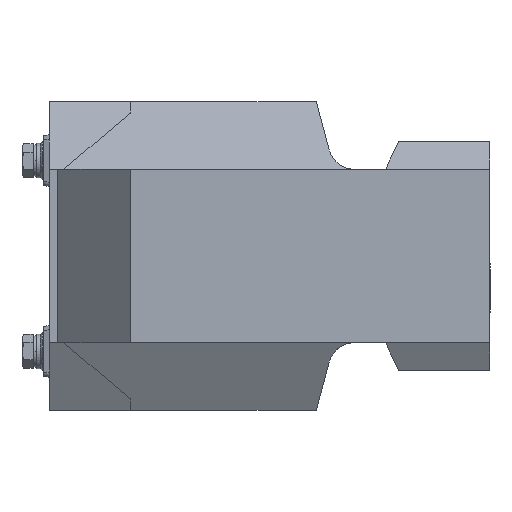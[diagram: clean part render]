
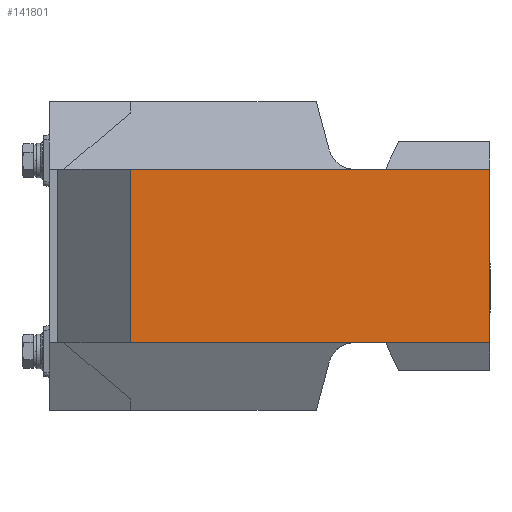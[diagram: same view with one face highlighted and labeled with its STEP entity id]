
A CAD part, left-side view. The second image highlights one B-rep face of the part: STEP entity #141801.
In plain terms, the highlighted planar face has unit normal (-1, 0, 0).
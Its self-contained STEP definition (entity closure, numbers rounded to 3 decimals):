
#5644 = CARTESIAN_POINT ( 'NONE',  ( -162.5, 0., -50. ) ) ;
#6384 = EDGE_CURVE ( 'NONE', #121785, #11973, #181024, .T. ) ;
#7838 = CARTESIAN_POINT ( 'NONE',  ( -162.5, 0., -50. ) ) ;
#10126 = PLANE ( 'NONE',  #39524 ) ;
#11973 = VERTEX_POINT ( 'NONE', #104334 ) ;
#27461 = DIRECTION ( 'NONE',  ( 0., -1., 0. ) ) ;
#27984 = LINE ( 'NONE', #217982, #75481 ) ;
#28176 = DIRECTION ( 'NONE',  ( 0., 0., 1. ) ) ;
#32610 = EDGE_CURVE ( 'NONE', #11973, #138119, #42059, .T. ) ;
#38753 = VERTEX_POINT ( 'NONE', #125440 ) ;
#39524 = AXIS2_PLACEMENT_3D ( 'NONE', #7838, #135291, #28176 ) ;
#42059 = LINE ( 'NONE', #63871, #83914 ) ;
#47346 = EDGE_CURVE ( 'NONE', #121785, #38753, #27984, .T. ) ;
#47816 = ORIENTED_EDGE ( 'NONE', *, *, #47346, .F. ) ;
#63871 = CARTESIAN_POINT ( 'NONE',  ( -162.5, 0., -50. ) ) ;
#75481 = VECTOR ( 'NONE', #217208, 1000. ) ;
#77327 = EDGE_CURVE ( 'NONE', #38753, #138119, #119421, .T. ) ;
#83914 = VECTOR ( 'NONE', #225029, 1000. ) ;
#84026 = EDGE_LOOP ( 'NONE', ( #196100, #173598, #47816, #205057 ) ) ;
#94878 = DIRECTION ( 'NONE',  ( 0., -1., 0. ) ) ;
#95039 = FACE_OUTER_BOUND ( 'NONE', #84026, .T. ) ;
#104334 = CARTESIAN_POINT ( 'NONE',  ( -162.5, 0., -50. ) ) ;
#119421 = LINE ( 'NONE', #152536, #214639 ) ;
#121785 = VERTEX_POINT ( 'NONE', #150538 ) ;
#125440 = CARTESIAN_POINT ( 'NONE',  ( -162.5, 207., 50. ) ) ;
#135291 = DIRECTION ( 'NONE',  ( -1., 0., 0. ) ) ;
#138119 = VERTEX_POINT ( 'NONE', #186061 ) ;
#141801 = ADVANCED_FACE ( 'NONE', ( #95039 ), #10126, .T. ) ;
#150538 = CARTESIAN_POINT ( 'NONE',  ( -162.5, 207., -50. ) ) ;
#152536 = CARTESIAN_POINT ( 'NONE',  ( -162.5, 0., 50. ) ) ;
#173598 = ORIENTED_EDGE ( 'NONE', *, *, #77327, .F. ) ;
#181024 = LINE ( 'NONE', #5644, #222958 ) ;
#186061 = CARTESIAN_POINT ( 'NONE',  ( -162.5, 0., 50. ) ) ;
#196100 = ORIENTED_EDGE ( 'NONE', *, *, #32610, .T. ) ;
#205057 = ORIENTED_EDGE ( 'NONE', *, *, #6384, .T. ) ;
#214639 = VECTOR ( 'NONE', #27461, 1000. ) ;
#217208 = DIRECTION ( 'NONE',  ( 0., 0., 1. ) ) ;
#217982 = CARTESIAN_POINT ( 'NONE',  ( -162.5, 207., -50. ) ) ;
#222958 = VECTOR ( 'NONE', #94878, 1000. ) ;
#225029 = DIRECTION ( 'NONE',  ( 0., 0., 1. ) ) ;
